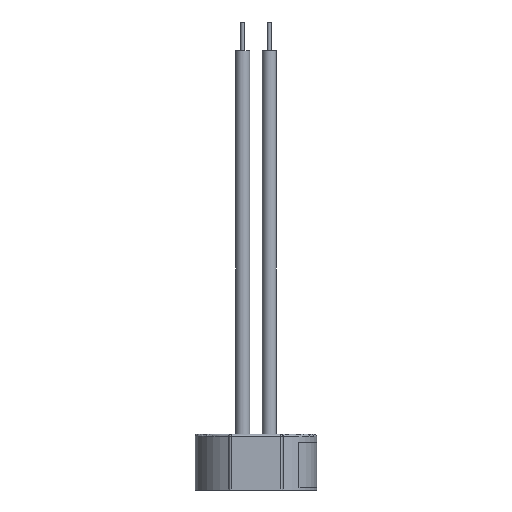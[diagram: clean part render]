
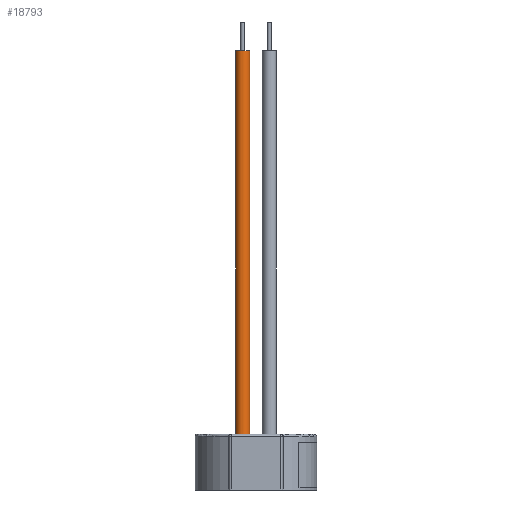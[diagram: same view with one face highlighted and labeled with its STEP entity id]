
A CAD part, front view. The second image highlights one B-rep face of the part: STEP entity #18793.
In plain terms, the highlighted cylindrical face has radius 0.991 mm (diameter 1.981 mm), a partial arc.
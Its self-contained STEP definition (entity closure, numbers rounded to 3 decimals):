
#280 = CIRCLE ( 'NONE', #14274, 0.991 ) ;
#282 = EDGE_LOOP ( 'NONE', ( #3133, #14375, #20067, #3300 ) ) ;
#675 = AXIS2_PLACEMENT_3D ( 'NONE', #3323, #3706, #8000 ) ;
#2297 = EDGE_CURVE ( 'NONE', #10260, #15365, #14561, .T. ) ;
#2590 = CARTESIAN_POINT ( 'NONE',  ( -1.875, -8.5, 53.8 ) ) ;
#2629 = DIRECTION ( 'NONE',  ( 0., 0., -1. ) ) ;
#2683 = CARTESIAN_POINT ( 'NONE',  ( -0.884, -8.5, 0. ) ) ;
#3133 = ORIENTED_EDGE ( 'NONE', *, *, #2297, .F. ) ;
#3300 = ORIENTED_EDGE ( 'NONE', *, *, #19431, .T. ) ;
#3323 = CARTESIAN_POINT ( 'NONE',  ( -1.875, -8.5, 0. ) ) ;
#3391 = CYLINDRICAL_SURFACE ( 'NONE', #14962, 0.991 ) ;
#3706 = DIRECTION ( 'NONE',  ( 0., 0., 1. ) ) ;
#5004 = FACE_OUTER_BOUND ( 'NONE', #282, .T. ) ;
#5720 = VECTOR ( 'NONE', #2629, 1000. ) ;
#6603 = CARTESIAN_POINT ( 'NONE',  ( -0.884, -8.5, 53.8 ) ) ;
#7463 = DIRECTION ( 'NONE',  ( 0., 0., 1. ) ) ;
#8000 = DIRECTION ( 'NONE',  ( 1., 0., 0. ) ) ;
#8460 = DIRECTION ( 'NONE',  ( 0., 0., -1. ) ) ;
#9068 = EDGE_CURVE ( 'NONE', #11160, #19810, #16691, .T. ) ;
#9924 = DIRECTION ( 'NONE',  ( -1., 0., 0. ) ) ;
#10260 = VERTEX_POINT ( 'NONE', #17232 ) ;
#10840 = DIRECTION ( 'NONE',  ( 1., 0., 0. ) ) ;
#11160 = VERTEX_POINT ( 'NONE', #11467 ) ;
#11467 = CARTESIAN_POINT ( 'NONE',  ( -2.866, -8.5, 53.8 ) ) ;
#11659 = CARTESIAN_POINT ( 'NONE',  ( -1.875, -8.5, 53.8 ) ) ;
#13340 = CARTESIAN_POINT ( 'NONE',  ( -2.866, -8.5, 53.8 ) ) ;
#14274 = AXIS2_PLACEMENT_3D ( 'NONE', #2590, #7463, #10840 ) ;
#14375 = ORIENTED_EDGE ( 'NONE', *, *, #15388, .F. ) ;
#14446 = CARTESIAN_POINT ( 'NONE',  ( -2.866, -8.5, 0. ) ) ;
#14561 = LINE ( 'NONE', #6603, #18142 ) ;
#14962 = AXIS2_PLACEMENT_3D ( 'NONE', #11659, #16239, #9924 ) ;
#15365 = VERTEX_POINT ( 'NONE', #2683 ) ;
#15388 = EDGE_CURVE ( 'NONE', #11160, #10260, #280, .T. ) ;
#16239 = DIRECTION ( 'NONE',  ( 0., 0., -1. ) ) ;
#16616 = CIRCLE ( 'NONE', #675, 0.991 ) ;
#16691 = LINE ( 'NONE', #13340, #5720 ) ;
#17232 = CARTESIAN_POINT ( 'NONE',  ( -0.884, -8.5, 53.8 ) ) ;
#18142 = VECTOR ( 'NONE', #8460, 1000. ) ;
#18793 = ADVANCED_FACE ( 'NONE', ( #5004 ), #3391, .T. ) ;
#19431 = EDGE_CURVE ( 'NONE', #19810, #15365, #16616, .T. ) ;
#19810 = VERTEX_POINT ( 'NONE', #14446 ) ;
#20067 = ORIENTED_EDGE ( 'NONE', *, *, #9068, .T. ) ;
